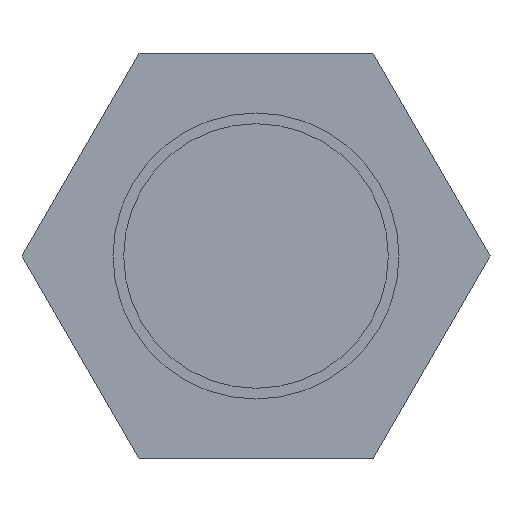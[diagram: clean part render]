
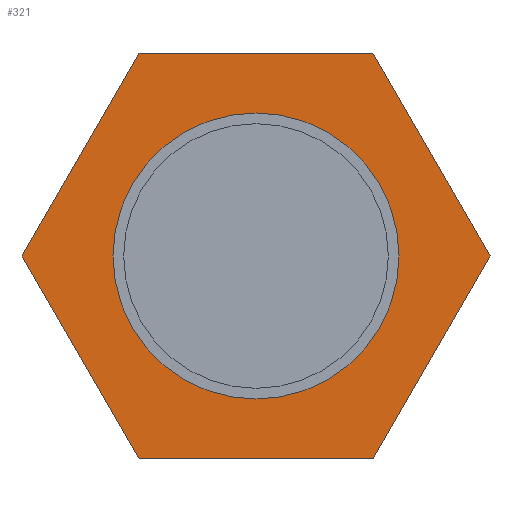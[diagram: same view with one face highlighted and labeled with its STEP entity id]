
A CAD part, front view. The second image highlights one B-rep face of the part: STEP entity #321.
In plain terms, the highlighted planar face has unit normal (0, -1, 0).
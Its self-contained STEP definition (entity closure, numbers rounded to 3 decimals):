
#2 = LINE ( 'NONE', #1082, #245 ) ;
#6 = LINE ( 'NONE', #1084, #633 ) ;
#22 = ORIENTED_EDGE ( 'NONE', *, *, #791, .T. ) ;
#30 = ORIENTED_EDGE ( 'NONE', *, *, #789, .T. ) ;
#51 = CARTESIAN_POINT ( 'NONE',  ( -4.907, 26., 8.5 ) ) ;
#54 = VERTEX_POINT ( 'NONE', #585 ) ;
#60 = VERTEX_POINT ( 'NONE', #575 ) ;
#86 = FACE_OUTER_BOUND ( 'NONE', #1066, .T. ) ;
#140 = EDGE_LOOP ( 'NONE', ( #437, #520 ) ) ;
#159 = ORIENTED_EDGE ( 'NONE', *, *, #848, .T. ) ;
#171 = VERTEX_POINT ( 'NONE', #652 ) ;
#177 = ORIENTED_EDGE ( 'NONE', *, *, #1018, .T. ) ;
#202 = DIRECTION ( 'NONE',  ( -1., 0., 0. ) ) ;
#212 = DIRECTION ( 'NONE',  ( 0., 0., -1. ) ) ;
#213 = DIRECTION ( 'NONE',  ( 0., -1., 0. ) ) ;
#214 = CARTESIAN_POINT ( 'NONE',  ( 0., 26., 0. ) ) ;
#234 = CARTESIAN_POINT ( 'NONE',  ( 4.907, 26., 8.5 ) ) ;
#245 = VECTOR ( 'NONE', #1098, 1000. ) ;
#266 = VERTEX_POINT ( 'NONE', #695 ) ;
#277 = ORIENTED_EDGE ( 'NONE', *, *, #809, .T. ) ;
#302 = VERTEX_POINT ( 'NONE', #722 ) ;
#309 = ORIENTED_EDGE ( 'NONE', *, *, #825, .T. ) ;
#321 = ADVANCED_FACE ( 'NONE', ( #404, #86 ), #724, .T. ) ;
#357 = VERTEX_POINT ( 'NONE', #720 ) ;
#404 = FACE_BOUND ( 'NONE', #140, .T. ) ;
#432 = CIRCLE ( 'NONE', #604, 6. ) ;
#437 = ORIENTED_EDGE ( 'NONE', *, *, #952, .F. ) ;
#449 = DIRECTION ( 'NONE',  ( -0.5, 0., 0.866 ) ) ;
#454 = LINE ( 'NONE', #51, #464 ) ;
#464 = VECTOR ( 'NONE', #616, 1000. ) ;
#470 = VERTEX_POINT ( 'NONE', #567 ) ;
#482 = DIRECTION ( 'NONE',  ( 0., 0., -1. ) ) ;
#488 = CARTESIAN_POINT ( 'NONE',  ( 0., 26., 0. ) ) ;
#491 = DIRECTION ( 'NONE',  ( 0., -1., 0. ) ) ;
#513 = VECTOR ( 'NONE', #449, 1000. ) ;
#520 = ORIENTED_EDGE ( 'NONE', *, *, #1013, .F. ) ;
#540 = CARTESIAN_POINT ( 'NONE',  ( 9.815, 26., 0. ) ) ;
#542 = VECTOR ( 'NONE', #202, 1000. ) ;
#544 = VECTOR ( 'NONE', #666, 1000. ) ;
#567 = CARTESIAN_POINT ( 'NONE',  ( 4.907, 26., 8.5 ) ) ;
#568 = AXIS2_PLACEMENT_3D ( 'NONE', #214, #213, #212 ) ;
#571 = LINE ( 'NONE', #540, #513 ) ;
#575 = CARTESIAN_POINT ( 'NONE',  ( -9.815, 26., 0. ) ) ;
#585 = CARTESIAN_POINT ( 'NONE',  ( 0., 26., 6. ) ) ;
#604 = AXIS2_PLACEMENT_3D ( 'NONE', #488, #491, #482 ) ;
#616 = DIRECTION ( 'NONE',  ( -0.5, 0., -0.866 ) ) ;
#633 = VECTOR ( 'NONE', #1027, 1000. ) ;
#650 = LINE ( 'NONE', #234, #542 ) ;
#652 = CARTESIAN_POINT ( 'NONE',  ( -4.907, 26., 8.5 ) ) ;
#666 = DIRECTION ( 'NONE',  ( 0.5, 0., 0.866 ) ) ;
#692 = CIRCLE ( 'NONE', #568, 6. ) ;
#695 = CARTESIAN_POINT ( 'NONE',  ( -4.907, 26., -8.5 ) ) ;
#720 = CARTESIAN_POINT ( 'NONE',  ( 9.815, 26., 0. ) ) ;
#722 = CARTESIAN_POINT ( 'NONE',  ( 4.907, 26., -8.5 ) ) ;
#724 = PLANE ( 'NONE',  #739 ) ;
#729 = CARTESIAN_POINT ( 'NONE',  ( 0., 26., 0. ) ) ;
#733 = DIRECTION ( 'NONE',  ( 0., -1., 0. ) ) ;
#736 = DIRECTION ( 'NONE',  ( 0., 0., -1. ) ) ;
#738 = CARTESIAN_POINT ( 'NONE',  ( 4.907, 26., -8.5 ) ) ;
#739 = AXIS2_PLACEMENT_3D ( 'NONE', #729, #733, #736 ) ;
#762 = VERTEX_POINT ( 'NONE', #1006 ) ;
#789 = EDGE_CURVE ( 'NONE', #266, #302, #6, .T. ) ;
#791 = EDGE_CURVE ( 'NONE', #60, #266, #2, .T. ) ;
#809 = EDGE_CURVE ( 'NONE', #171, #60, #454, .T. ) ;
#825 = EDGE_CURVE ( 'NONE', #357, #470, #571, .T. ) ;
#848 = EDGE_CURVE ( 'NONE', #302, #357, #1081, .T. ) ;
#952 = EDGE_CURVE ( 'NONE', #762, #54, #432, .T. ) ;
#1006 = CARTESIAN_POINT ( 'NONE',  ( 0., 26., -6. ) ) ;
#1013 = EDGE_CURVE ( 'NONE', #54, #762, #692, .T. ) ;
#1018 = EDGE_CURVE ( 'NONE', #470, #171, #650, .T. ) ;
#1027 = DIRECTION ( 'NONE',  ( 1., 0., 0. ) ) ;
#1066 = EDGE_LOOP ( 'NONE', ( #309, #177, #277, #22, #30, #159 ) ) ;
#1081 = LINE ( 'NONE', #738, #544 ) ;
#1082 = CARTESIAN_POINT ( 'NONE',  ( -9.815, 26., 0. ) ) ;
#1084 = CARTESIAN_POINT ( 'NONE',  ( -4.907, 26., -8.5 ) ) ;
#1098 = DIRECTION ( 'NONE',  ( 0.5, 0., -0.866 ) ) ;
